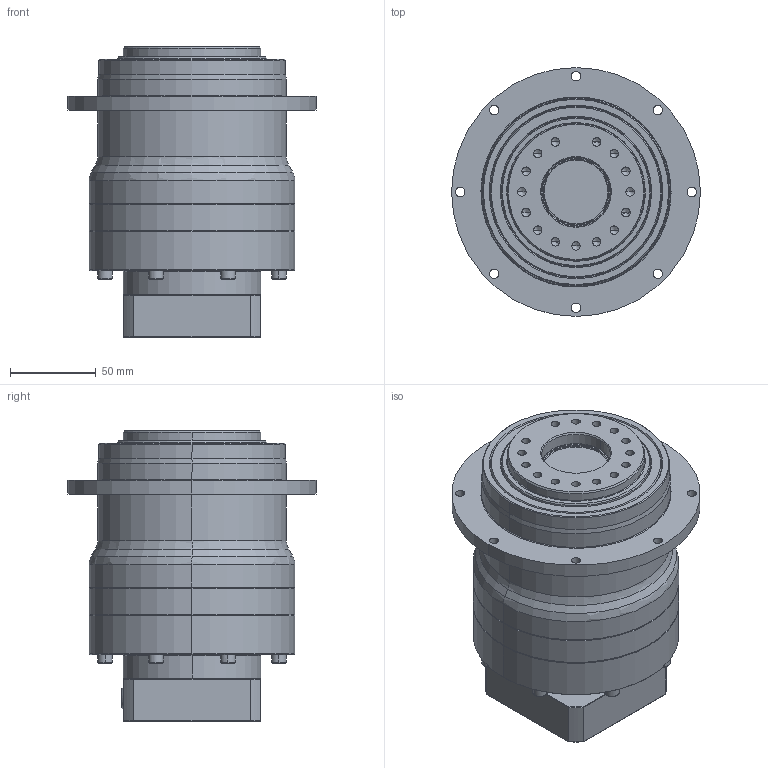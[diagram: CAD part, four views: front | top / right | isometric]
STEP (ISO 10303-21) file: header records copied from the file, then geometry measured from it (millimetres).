
FILE_DESCRIPTION (( 'STEP AP203' ), '1' );
FILE_NAME ('PGD110-50A3.STEP', '2022-05-09T10:38:01', ( '' ), ( '' ), 'SwSTEP 2.0', 'SolidWorks 2021', '' );
FILE_SCHEMA (( 'CONFIG_CONTROL_DESIGN' ));
Length unit declared in the file: inch
Products named in the file (1): PGD110-50A3
Bounding box: 145 x 145 x 169.5 mm (x, y, z)
Volume: 1526356.7 mm3; surface area: 116755.6 mm2
Topology: 1 solids, 5 shells, 485 faces, 1209 edges, 731 vertices
Faces by surface type: cylinder 153, plane 152, cone 122, bspline 58
Entity records: 16760 total; most frequent: CARTESIAN_POINT 5689, ORIENTED_EDGE 2286, DIRECTION 2277, EDGE_CURVE 1143, AXIS2_PLACEMENT_3D 903, VERTEX_POINT 731, EDGE_LOOP 574, ADVANCED_FACE 485
